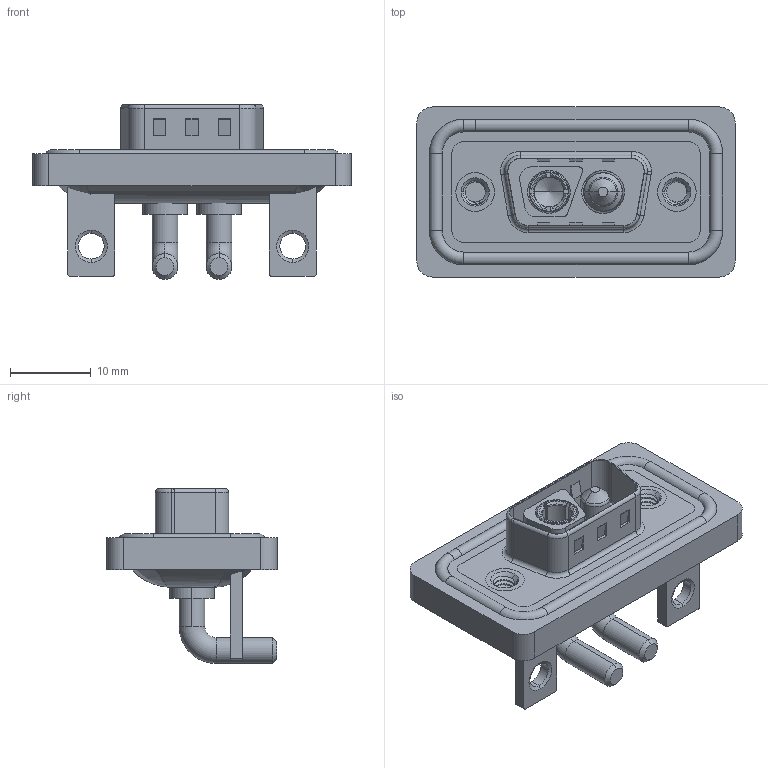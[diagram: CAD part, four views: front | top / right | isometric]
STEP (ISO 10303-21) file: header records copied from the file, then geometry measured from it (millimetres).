
FILE_DESCRIPTION (( 'STEP AP203' ), '1' );
FILE_NAME ('629W2WK2140-3NC.STEP', '2024-04-11T12:01:03', ( '' ), ( '' ), 'SwSTEP 2.0', 'SolidWorks 2023', '' );
FILE_SCHEMA (( 'CONFIG_CONTROL_DESIGN' ));
Length unit declared in the file: millimetre
Products named in the file (9): 629Combo Shell Rear_09 Contacts; 629W2WK2140-3NC; 629Combo Waterproof Housing_09 Contacts; Power Socket_30A RA; 629Combo Stabilizer Bracket; Power Pin_30A RA; 629Combo Threaded Rivet_B; 629Combo Shell Front_09 Contacts; 629Combo Housing_2WK2
Assembly tree (10 placements, depth 2):
  629W2WK2140-3NC
    629Combo Housing_2WK2
    629Combo Shell Rear_09 Contacts
    629Combo Shell Front_09 Contacts
    629Combo Waterproof Housing_09 Contacts
    629Combo Threaded Rivet_B  x2
    629Combo Stabilizer Bracket  x2
    Power Socket_30A RA
    Power Pin_30A RA
Bounding box: 39.5 x 21.1 x 21.7 mm (x, y, z)
Volume: 5011.7 mm3; surface area: 8157.8 mm2
Topology: 13 solids, 13 shells, 580 faces, 1446 edges, 910 vertices
Faces by surface type: cylinder 249, plane 209, torus 74, cone 36, bspline 12
Entity records: 18594 total; most frequent: CARTESIAN_POINT 4759, DIRECTION 2827, ORIENTED_EDGE 2610, EDGE_CURVE 1305, AXIS2_PLACEMENT_3D 1089, VERTEX_POINT 825, VECTOR 649, LINE 649
